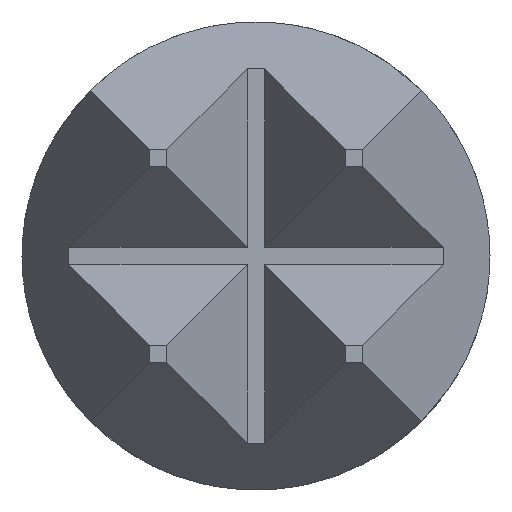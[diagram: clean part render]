
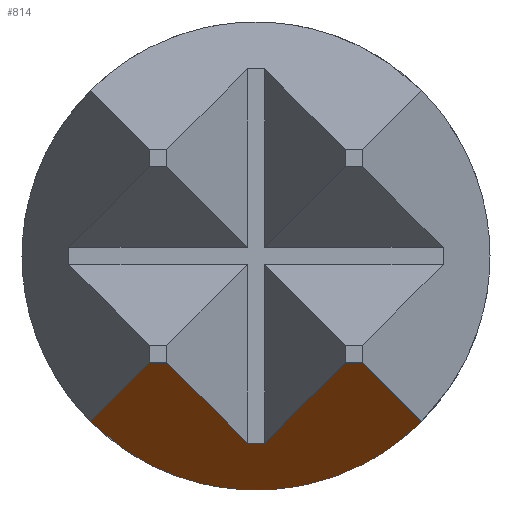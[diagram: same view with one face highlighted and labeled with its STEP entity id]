
A CAD part, left-side view. The second image highlights one B-rep face of the part: STEP entity #814.
In plain terms, the highlighted planar face has unit normal (-0.5, 0, -0.866).
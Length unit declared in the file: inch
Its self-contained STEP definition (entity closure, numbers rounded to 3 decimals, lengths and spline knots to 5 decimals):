
#79 = CARTESIAN_POINT ( 'NONE',  ( -0.24, -0.0105, -0.0125 ) ) ;
#151 = VECTOR ( 'NONE', #1268, 39.37008 ) ;
#163 = LINE ( 'NONE', #1169, #151 ) ;
#267 = CARTESIAN_POINT ( 'NONE',  ( -0.22797, 0.01945, -0.01945 ) ) ;
#287 = VECTOR ( 'NONE', #774, 39.37008 ) ;
#306 = LINE ( 'NONE', #920, #287 ) ;
#321 = LINE ( 'NONE', #1718, #1927 ) ;
#431 = VERTEX_POINT ( 'NONE', #1632 ) ;
#507 = VERTEX_POINT ( 'NONE', #1380 ) ;
#537 =( BOUNDED_CURVE ( )  B_SPLINE_CURVE ( 3, ( #267, #906, #792, #836 ),
 .UNSPECIFIED., .F., .T. ) 
 B_SPLINE_CURVE_WITH_KNOTS ( ( 4, 4 ),
 ( 5.49779, 7.06858 ),
 .UNSPECIFIED. ) 
 CURVE ( )  GEOMETRIC_REPRESENTATION_ITEM ( )  RATIONAL_B_SPLINE_CURVE ( ( 1., 0.805, 0.805, 1. ) ) 
 REPRESENTATION_ITEM ( '' )  );
#565 = EDGE_CURVE ( 'NONE', #789, #821, #537, .T. ) ;
#572 = ORIENTED_EDGE ( 'NONE', *, *, #1488, .F. ) ;
#626 = LINE ( 'NONE', #1148, #1001 ) ;
#699 = CARTESIAN_POINT ( 'NONE',  ( -0.22355, 0.001, -0.022 ) ) ;
#760 = VECTOR ( 'NONE', #1397, 39.37008 ) ;
#761 = CARTESIAN_POINT ( 'NONE',  ( -0.22797, 0.01945, -0.01945 ) ) ;
#769 = ORIENTED_EDGE ( 'NONE', *, *, #2022, .F. ) ;
#774 = DIRECTION ( 'NONE',  ( 0., 1., 0. ) ) ;
#789 = VERTEX_POINT ( 'NONE', #761 ) ;
#792 = CARTESIAN_POINT ( 'NONE',  ( -0.20824, -0.00805, -0.03084 ) ) ;
#814 = ADVANCED_FACE ( 'NONE', ( #919 ), #1475, .T. ) ;
#821 = VERTEX_POINT ( 'NONE', #1437 ) ;
#836 = CARTESIAN_POINT ( 'NONE',  ( -0.22797, -0.01945, -0.01945 ) ) ;
#849 = ORIENTED_EDGE ( 'NONE', *, *, #1077, .T. ) ;
#906 = CARTESIAN_POINT ( 'NONE',  ( -0.20824, 0.00805, -0.03084 ) ) ;
#914 = AXIS2_PLACEMENT_3D ( 'NONE', #1450, #1447, #1440 ) ;
#919 = FACE_OUTER_BOUND ( 'NONE', #2012, .T. ) ;
#920 = CARTESIAN_POINT ( 'NONE',  ( -0.24, -0.60982, -0.0125 ) ) ;
#942 = ORIENTED_EDGE ( 'NONE', *, *, #1692, .F. ) ;
#952 = CARTESIAN_POINT ( 'NONE',  ( -0.24, -0.0125, -0.0125 ) ) ;
#1001 = VECTOR ( 'NONE', #1573, 39.37008 ) ;
#1077 = EDGE_CURVE ( 'NONE', #2040, #431, #626, .T. ) ;
#1102 = VERTEX_POINT ( 'NONE', #79 ) ;
#1148 = CARTESIAN_POINT ( 'NONE',  ( -0.24, -0.60982, -0.0125 ) ) ;
#1169 = CARTESIAN_POINT ( 'NONE',  ( -0.44346, 0.10496, 0.10496 ) ) ;
#1221 = ORIENTED_EDGE ( 'NONE', *, *, #2065, .F. ) ;
#1268 = DIRECTION ( 'NONE',  ( 0.775, -0.447, -0.447 ) ) ;
#1371 = EDGE_CURVE ( 'NONE', #1405, #1102, #306, .T. ) ;
#1380 = CARTESIAN_POINT ( 'NONE',  ( -0.22355, -0.001, -0.022 ) ) ;
#1397 = DIRECTION ( 'NONE',  ( 0., -1., 0. ) ) ;
#1405 = VERTEX_POINT ( 'NONE', #952 ) ;
#1437 = CARTESIAN_POINT ( 'NONE',  ( -0.22797, -0.01945, -0.01945 ) ) ;
#1440 = DIRECTION ( 'NONE',  ( -0.866, 0., 0.5 ) ) ;
#1447 = DIRECTION ( 'NONE',  ( -0.5, 0., -0.866 ) ) ;
#1450 = CARTESIAN_POINT ( 'NONE',  ( -0.21402, -0.60982, -0.0275 ) ) ;
#1475 = PLANE ( 'NONE',  #914 ) ;
#1488 = EDGE_CURVE ( 'NONE', #1405, #821, #163, .T. ) ;
#1549 = DIRECTION ( 'NONE',  ( -0.775, -0.447, 0.447 ) ) ;
#1556 = CARTESIAN_POINT ( 'NONE',  ( -0.44346, -0.10496, 0.10496 ) ) ;
#1573 = DIRECTION ( 'NONE',  ( 0., 1., 0. ) ) ;
#1601 = LINE ( 'NONE', #1647, #760 ) ;
#1612 = EDGE_CURVE ( 'NONE', #2040, #1935, #1753, .T. ) ;
#1618 = CARTESIAN_POINT ( 'NONE',  ( -0.46424, 0.13996, 0.11696 ) ) ;
#1623 = LINE ( 'NONE', #1556, #2125 ) ;
#1630 = DIRECTION ( 'NONE',  ( 0.775, -0.447, -0.447 ) ) ;
#1632 = CARTESIAN_POINT ( 'NONE',  ( -0.24, 0.0125, -0.0125 ) ) ;
#1647 = CARTESIAN_POINT ( 'NONE',  ( -0.22355, 0.001, -0.022 ) ) ;
#1668 = CARTESIAN_POINT ( 'NONE',  ( -0.24, 0.0105, -0.0125 ) ) ;
#1692 = EDGE_CURVE ( 'NONE', #507, #1102, #321, .T. ) ;
#1718 = CARTESIAN_POINT ( 'NONE',  ( -0.46424, -0.13996, 0.11696 ) ) ;
#1724 = VECTOR ( 'NONE', #1630, 39.37008 ) ;
#1726 = DIRECTION ( 'NONE',  ( -0.775, -0.447, 0.447 ) ) ;
#1753 = LINE ( 'NONE', #1618, #1724 ) ;
#1797 = ORIENTED_EDGE ( 'NONE', *, *, #1371, .T. ) ;
#1842 = ORIENTED_EDGE ( 'NONE', *, *, #1612, .F. ) ;
#1927 = VECTOR ( 'NONE', #1726, 39.37008 ) ;
#1935 = VERTEX_POINT ( 'NONE', #699 ) ;
#2012 = EDGE_LOOP ( 'NONE', ( #1842, #849, #1221, #2175, #572, #1797, #942, #769 ) ) ;
#2022 = EDGE_CURVE ( 'NONE', #1935, #507, #1601, .T. ) ;
#2040 = VERTEX_POINT ( 'NONE', #1668 ) ;
#2065 = EDGE_CURVE ( 'NONE', #789, #431, #1623, .T. ) ;
#2125 = VECTOR ( 'NONE', #1549, 39.37008 ) ;
#2175 = ORIENTED_EDGE ( 'NONE', *, *, #565, .T. ) ;
